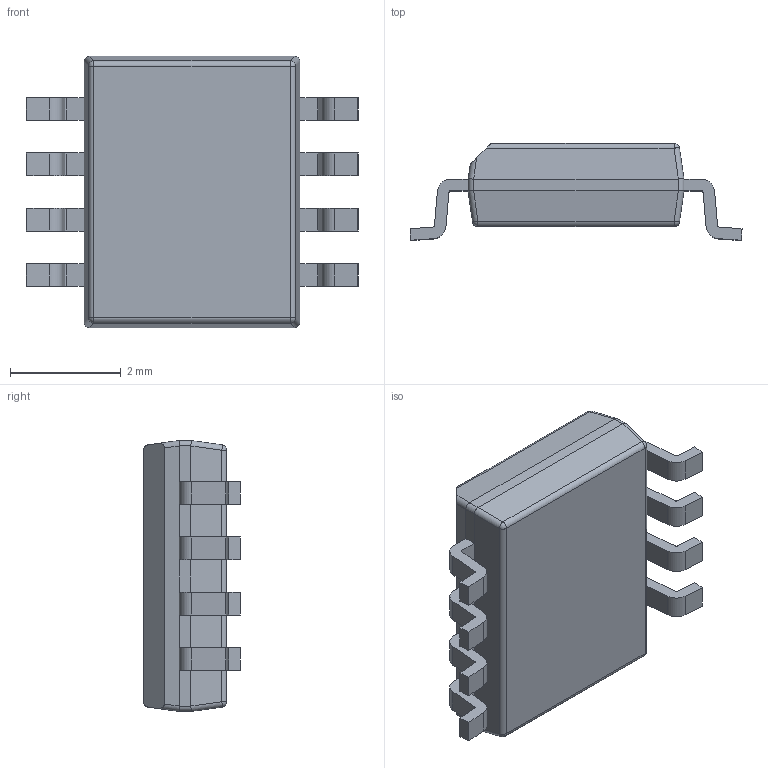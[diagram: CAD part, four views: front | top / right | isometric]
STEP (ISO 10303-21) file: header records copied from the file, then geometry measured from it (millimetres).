
FILE_DESCRIPTION (( 'STEP AP214' ), '1' );
FILE_NAME ('SRK2001.STEP', '2023-12-20T09:53:56', ( '' ), ( '' ), 'SwSTEP 2.0', 'SolidWorks 2021', '' );
FILE_SCHEMA (( 'AUTOMOTIVE_DESIGN' ));
Length unit declared in the file: millimetre
Products named in the file (1): SRK2001
Bounding box: 6 x 1.75 x 4.9 mm (x, y, z)
Volume: 28.5 mm3; surface area: 77.9 mm2
Topology: 9 solids, 9 shells, 152 faces, 390 edges, 250 vertices
Faces by surface type: plane 95, cylinder 51, sphere 6
Entity records: 4632 total; most frequent: CARTESIAN_POINT 871, ORIENTED_EDGE 768, DIRECTION 744, EDGE_CURVE 384, LINE 274, VECTOR 274, VERTEX_POINT 250, AXIS2_PLACEMENT_3D 235
